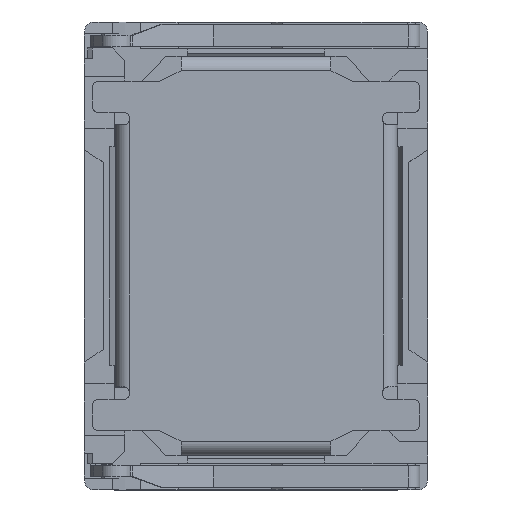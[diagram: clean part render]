
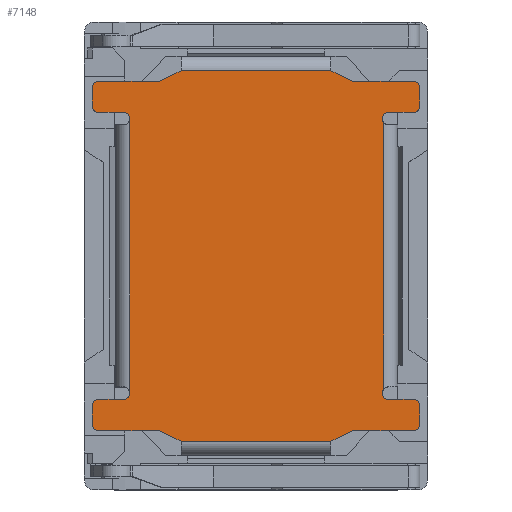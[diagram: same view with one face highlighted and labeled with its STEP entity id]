
A CAD part, top view. The second image highlights one B-rep face of the part: STEP entity #7148.
In plain terms, the highlighted planar face has unit normal (0, 0, 1).
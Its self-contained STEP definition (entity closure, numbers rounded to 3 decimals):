
#148=FACE_OUTER_BOUND('',#527,.T.);
#527=EDGE_LOOP('',(#4586,#4587,#4588,#4589,#4590,#4591,#4592,#4593,#4594,
#4595,#4596,#4597,#4598,#4599,#4600,#4601,#4602,#4603,#4604,#4605,#4606,
#4607,#4608,#4609,#4610,#4611,#4612,#4613,#4614,#4615,#4616,#4617));
#1031=LINE('',#10358,#1868);
#1032=LINE('',#10360,#1869);
#1033=LINE('',#10364,#1870);
#1034=LINE('',#10368,#1871);
#1035=LINE('',#10372,#1872);
#1036=LINE('',#10376,#1873);
#1037=LINE('',#10380,#1874);
#1038=LINE('',#10384,#1875);
#1039=LINE('',#10386,#1876);
#1040=LINE('',#10388,#1877);
#1041=LINE('',#10390,#1878);
#1042=LINE('',#10392,#1879);
#1043=LINE('',#10396,#1880);
#1044=LINE('',#10400,#1881);
#1045=LINE('',#10404,#1882);
#1046=LINE('',#10408,#1883);
#1047=LINE('',#10412,#1884);
#1048=LINE('',#10416,#1885);
#1049=LINE('',#10418,#1886);
#1050=LINE('',#10419,#1887);
#1868=VECTOR('',#8304,0.78);
#1869=VECTOR('',#8305,1.945);
#1870=VECTOR('',#8308,0.6);
#1871=VECTOR('',#8311,0.8);
#1872=VECTOR('',#8314,8.535);
#1873=VECTOR('',#8317,0.8);
#1874=VECTOR('',#8320,0.6);
#1875=VECTOR('',#8323,1.945);
#1876=VECTOR('',#8324,0.78);
#1877=VECTOR('',#8325,4.8);
#1878=VECTOR('',#8326,0.78);
#1879=VECTOR('',#8327,1.945);
#1880=VECTOR('',#8330,0.6);
#1881=VECTOR('',#8333,0.8);
#1882=VECTOR('',#8336,8.8);
#1883=VECTOR('',#8339,0.8);
#1884=VECTOR('',#8342,0.6);
#1885=VECTOR('',#8345,1.945);
#1886=VECTOR('',#8346,0.78);
#1887=VECTOR('',#8347,4.8);
#2579=CIRCLE('',#7549,0.2);
#2580=CIRCLE('',#7550,0.2);
#2581=CIRCLE('',#7551,0.2);
#2582=CIRCLE('',#7552,0.2);
#2583=CIRCLE('',#7553,0.2);
#2584=CIRCLE('',#7554,0.2);
#2585=CIRCLE('',#7555,0.2);
#2586=CIRCLE('',#7556,0.2);
#2587=CIRCLE('',#7557,0.2);
#2588=CIRCLE('',#7558,0.2);
#2589=CIRCLE('',#7559,0.2);
#2590=CIRCLE('',#7560,0.2);
#2879=VERTEX_POINT('',#10356);
#2880=VERTEX_POINT('',#10357);
#2881=VERTEX_POINT('',#10359);
#2882=VERTEX_POINT('',#10361);
#2883=VERTEX_POINT('',#10363);
#2884=VERTEX_POINT('',#10365);
#2885=VERTEX_POINT('',#10367);
#2886=VERTEX_POINT('',#10369);
#2887=VERTEX_POINT('',#10371);
#2888=VERTEX_POINT('',#10373);
#2889=VERTEX_POINT('',#10375);
#2890=VERTEX_POINT('',#10377);
#2891=VERTEX_POINT('',#10379);
#2892=VERTEX_POINT('',#10381);
#2893=VERTEX_POINT('',#10383);
#2894=VERTEX_POINT('',#10385);
#2895=VERTEX_POINT('',#10387);
#2896=VERTEX_POINT('',#10389);
#2897=VERTEX_POINT('',#10391);
#2898=VERTEX_POINT('',#10393);
#2899=VERTEX_POINT('',#10395);
#2900=VERTEX_POINT('',#10397);
#2901=VERTEX_POINT('',#10399);
#2902=VERTEX_POINT('',#10401);
#2903=VERTEX_POINT('',#10403);
#2904=VERTEX_POINT('',#10405);
#2905=VERTEX_POINT('',#10407);
#2906=VERTEX_POINT('',#10409);
#2907=VERTEX_POINT('',#10411);
#2908=VERTEX_POINT('',#10413);
#2909=VERTEX_POINT('',#10415);
#2910=VERTEX_POINT('',#10417);
#3541=EDGE_CURVE('',#2879,#2880,#1031,.T.);
#3542=EDGE_CURVE('',#2879,#2881,#1032,.T.);
#3543=EDGE_CURVE('',#2882,#2881,#2579,.T.);
#3544=EDGE_CURVE('',#2883,#2882,#1033,.T.);
#3545=EDGE_CURVE('',#2884,#2883,#2580,.T.);
#3546=EDGE_CURVE('',#2885,#2884,#1034,.T.);
#3547=EDGE_CURVE('',#2886,#2885,#2581,.T.);
#3548=EDGE_CURVE('',#2886,#2887,#1035,.T.);
#3549=EDGE_CURVE('',#2888,#2887,#2582,.T.);
#3550=EDGE_CURVE('',#2889,#2888,#1036,.T.);
#3551=EDGE_CURVE('',#2890,#2889,#2583,.T.);
#3552=EDGE_CURVE('',#2891,#2890,#1037,.T.);
#3553=EDGE_CURVE('',#2892,#2891,#2584,.T.);
#3554=EDGE_CURVE('',#2893,#2892,#1038,.T.);
#3555=EDGE_CURVE('',#2894,#2893,#1039,.T.);
#3556=EDGE_CURVE('',#2894,#2895,#1040,.T.);
#3557=EDGE_CURVE('',#2896,#2895,#1041,.T.);
#3558=EDGE_CURVE('',#2896,#2897,#1042,.T.);
#3559=EDGE_CURVE('',#2898,#2897,#2585,.T.);
#3560=EDGE_CURVE('',#2899,#2898,#1043,.T.);
#3561=EDGE_CURVE('',#2900,#2899,#2586,.T.);
#3562=EDGE_CURVE('',#2901,#2900,#1044,.T.);
#3563=EDGE_CURVE('',#2902,#2901,#2587,.T.);
#3564=EDGE_CURVE('',#2902,#2903,#1045,.T.);
#3565=EDGE_CURVE('',#2904,#2903,#2588,.T.);
#3566=EDGE_CURVE('',#2905,#2904,#1046,.T.);
#3567=EDGE_CURVE('',#2906,#2905,#2589,.T.);
#3568=EDGE_CURVE('',#2907,#2906,#1047,.T.);
#3569=EDGE_CURVE('',#2908,#2907,#2590,.T.);
#3570=EDGE_CURVE('',#2909,#2908,#1048,.T.);
#3571=EDGE_CURVE('',#2910,#2909,#1049,.T.);
#3572=EDGE_CURVE('',#2910,#2880,#1050,.T.);
#4586=ORIENTED_EDGE('',*,*,#3541,.F.);
#4587=ORIENTED_EDGE('',*,*,#3542,.T.);
#4588=ORIENTED_EDGE('',*,*,#3543,.F.);
#4589=ORIENTED_EDGE('',*,*,#3544,.F.);
#4590=ORIENTED_EDGE('',*,*,#3545,.F.);
#4591=ORIENTED_EDGE('',*,*,#3546,.F.);
#4592=ORIENTED_EDGE('',*,*,#3547,.F.);
#4593=ORIENTED_EDGE('',*,*,#3548,.T.);
#4594=ORIENTED_EDGE('',*,*,#3549,.F.);
#4595=ORIENTED_EDGE('',*,*,#3550,.F.);
#4596=ORIENTED_EDGE('',*,*,#3551,.F.);
#4597=ORIENTED_EDGE('',*,*,#3552,.F.);
#4598=ORIENTED_EDGE('',*,*,#3553,.F.);
#4599=ORIENTED_EDGE('',*,*,#3554,.F.);
#4600=ORIENTED_EDGE('',*,*,#3555,.F.);
#4601=ORIENTED_EDGE('',*,*,#3556,.T.);
#4602=ORIENTED_EDGE('',*,*,#3557,.F.);
#4603=ORIENTED_EDGE('',*,*,#3558,.T.);
#4604=ORIENTED_EDGE('',*,*,#3559,.F.);
#4605=ORIENTED_EDGE('',*,*,#3560,.F.);
#4606=ORIENTED_EDGE('',*,*,#3561,.F.);
#4607=ORIENTED_EDGE('',*,*,#3562,.F.);
#4608=ORIENTED_EDGE('',*,*,#3563,.F.);
#4609=ORIENTED_EDGE('',*,*,#3564,.T.);
#4610=ORIENTED_EDGE('',*,*,#3565,.F.);
#4611=ORIENTED_EDGE('',*,*,#3566,.F.);
#4612=ORIENTED_EDGE('',*,*,#3567,.F.);
#4613=ORIENTED_EDGE('',*,*,#3568,.F.);
#4614=ORIENTED_EDGE('',*,*,#3569,.F.);
#4615=ORIENTED_EDGE('',*,*,#3570,.F.);
#4616=ORIENTED_EDGE('',*,*,#3571,.F.);
#4617=ORIENTED_EDGE('',*,*,#3572,.T.);
#6470=PLANE('',#7548);
#7148=ADVANCED_FACE('',(#148),#6470,.T.);
#7548=AXIS2_PLACEMENT_3D('',#10355,#8302,#8303);
#7549=AXIS2_PLACEMENT_3D('',#10362,#8306,#8307);
#7550=AXIS2_PLACEMENT_3D('',#10366,#8309,#8310);
#7551=AXIS2_PLACEMENT_3D('',#10370,#8312,#8313);
#7552=AXIS2_PLACEMENT_3D('',#10374,#8315,#8316);
#7553=AXIS2_PLACEMENT_3D('',#10378,#8318,#8319);
#7554=AXIS2_PLACEMENT_3D('',#10382,#8321,#8322);
#7555=AXIS2_PLACEMENT_3D('',#10394,#8328,#8329);
#7556=AXIS2_PLACEMENT_3D('',#10398,#8331,#8332);
#7557=AXIS2_PLACEMENT_3D('',#10402,#8334,#8335);
#7558=AXIS2_PLACEMENT_3D('',#10406,#8337,#8338);
#7559=AXIS2_PLACEMENT_3D('',#10410,#8340,#8341);
#7560=AXIS2_PLACEMENT_3D('',#10414,#8343,#8344);
#8302=DIRECTION('center_axis',(0.,0.,1.));
#8303=DIRECTION('ref_axis',(1.,0.,0.));
#8304=DIRECTION('',(-0.897,-0.442,0.));
#8305=DIRECTION('',(1.,0.,0.));
#8306=DIRECTION('center_axis',(0.,0.,-1.));
#8307=DIRECTION('ref_axis',(1.,0.,0.));
#8308=DIRECTION('',(0.,-1.,0.));
#8309=DIRECTION('center_axis',(0.,0.,-1.));
#8310=DIRECTION('ref_axis',(0.,1.,0.));
#8311=DIRECTION('',(1.,0.,0.));
#8312=DIRECTION('center_axis',(0.,0.,1.));
#8313=DIRECTION('ref_axis',(-1.,0.,0.));
#8314=DIRECTION('',(0.,1.,0.));
#8315=DIRECTION('center_axis',(0.,0.,1.));
#8316=DIRECTION('ref_axis',(0.,1.,0.));
#8317=DIRECTION('',(-1.,0.,0.));
#8318=DIRECTION('center_axis',(0.,0.,-1.));
#8319=DIRECTION('ref_axis',(1.,0.,0.));
#8320=DIRECTION('',(0.,-1.,0.));
#8321=DIRECTION('center_axis',(0.,0.,-1.));
#8322=DIRECTION('ref_axis',(0.,1.,0.));
#8323=DIRECTION('',(1.,0.,0.));
#8324=DIRECTION('',(0.897,-0.442,0.));
#8325=DIRECTION('',(-1.,0.,0.));
#8326=DIRECTION('',(0.897,0.442,0.));
#8327=DIRECTION('',(-1.,0.,0.));
#8328=DIRECTION('center_axis',(0.,0.,-1.));
#8329=DIRECTION('ref_axis',(-1.,0.,0.));
#8330=DIRECTION('',(0.,1.,0.));
#8331=DIRECTION('center_axis',(0.,0.,-1.));
#8332=DIRECTION('ref_axis',(0.,-1.,0.));
#8333=DIRECTION('',(-1.,0.,0.));
#8334=DIRECTION('center_axis',(0.,0.,1.));
#8335=DIRECTION('ref_axis',(1.,0.,0.));
#8336=DIRECTION('',(0.,-1.,0.));
#8337=DIRECTION('center_axis',(0.,0.,1.));
#8338=DIRECTION('ref_axis',(0.,-1.,0.));
#8339=DIRECTION('',(1.,0.,0.));
#8340=DIRECTION('center_axis',(0.,0.,-1.));
#8341=DIRECTION('ref_axis',(-1.,0.,0.));
#8342=DIRECTION('',(0.,1.,0.));
#8343=DIRECTION('center_axis',(0.,0.,-1.));
#8344=DIRECTION('ref_axis',(0.,-1.,0.));
#8345=DIRECTION('',(-1.,0.,0.));
#8346=DIRECTION('',(-0.897,0.442,0.));
#8347=DIRECTION('',(1.,0.,0.));
#10355=CARTESIAN_POINT('Origin',(0.,0.,1.95));
#10356=CARTESIAN_POINT('',(3.1,-5.6,1.95));
#10357=CARTESIAN_POINT('',(2.4,-5.945,1.95));
#10358=CARTESIAN_POINT('',(3.1,-5.6,1.95));
#10359=CARTESIAN_POINT('',(5.045,-5.6,1.95));
#10360=CARTESIAN_POINT('',(3.1,-5.6,1.95));
#10361=CARTESIAN_POINT('',(5.245,-5.4,1.95));
#10362=CARTESIAN_POINT('Origin',(5.045,-5.4,1.95));
#10363=CARTESIAN_POINT('',(5.245,-4.8,1.95));
#10364=CARTESIAN_POINT('',(5.245,-4.8,1.95));
#10365=CARTESIAN_POINT('',(5.045,-4.6,1.95));
#10366=CARTESIAN_POINT('Origin',(5.045,-4.8,1.95));
#10367=CARTESIAN_POINT('',(4.245,-4.6,1.95));
#10368=CARTESIAN_POINT('',(4.245,-4.6,1.95));
#10369=CARTESIAN_POINT('',(4.095,-4.268,1.95));
#10370=CARTESIAN_POINT('Origin',(4.245,-4.4,1.95));
#10371=CARTESIAN_POINT('',(4.095,4.268,1.95));
#10372=CARTESIAN_POINT('',(4.095,-2.7,1.95));
#10373=CARTESIAN_POINT('',(4.245,4.6,1.95));
#10374=CARTESIAN_POINT('Origin',(4.245,4.4,1.95));
#10375=CARTESIAN_POINT('',(5.045,4.6,1.95));
#10376=CARTESIAN_POINT('',(5.045,4.6,1.95));
#10377=CARTESIAN_POINT('',(5.245,4.8,1.95));
#10378=CARTESIAN_POINT('Origin',(5.045,4.8,1.95));
#10379=CARTESIAN_POINT('',(5.245,5.4,1.95));
#10380=CARTESIAN_POINT('',(5.245,5.4,1.95));
#10381=CARTESIAN_POINT('',(5.045,5.6,1.95));
#10382=CARTESIAN_POINT('Origin',(5.045,5.4,1.95));
#10383=CARTESIAN_POINT('',(3.1,5.6,1.95));
#10384=CARTESIAN_POINT('',(3.1,5.6,1.95));
#10385=CARTESIAN_POINT('',(2.4,5.945,1.95));
#10386=CARTESIAN_POINT('',(2.4,5.945,1.95));
#10387=CARTESIAN_POINT('',(-2.4,5.945,1.95));
#10388=CARTESIAN_POINT('',(2.4,5.945,1.95));
#10389=CARTESIAN_POINT('',(-3.1,5.6,1.95));
#10390=CARTESIAN_POINT('',(-3.1,5.6,1.95));
#10391=CARTESIAN_POINT('',(-5.045,5.6,1.95));
#10392=CARTESIAN_POINT('',(-3.1,5.6,1.95));
#10393=CARTESIAN_POINT('',(-5.245,5.4,1.95));
#10394=CARTESIAN_POINT('Origin',(-5.045,5.4,1.95));
#10395=CARTESIAN_POINT('',(-5.245,4.8,1.95));
#10396=CARTESIAN_POINT('',(-5.245,4.8,1.95));
#10397=CARTESIAN_POINT('',(-5.045,4.6,1.95));
#10398=CARTESIAN_POINT('Origin',(-5.045,4.8,1.95));
#10399=CARTESIAN_POINT('',(-4.245,4.6,1.95));
#10400=CARTESIAN_POINT('',(-4.245,4.6,1.95));
#10401=CARTESIAN_POINT('',(-4.045,4.4,1.95));
#10402=CARTESIAN_POINT('Origin',(-4.245,4.4,1.95));
#10403=CARTESIAN_POINT('',(-4.045,-4.4,1.95));
#10404=CARTESIAN_POINT('',(-4.045,4.4,1.95));
#10405=CARTESIAN_POINT('',(-4.245,-4.6,1.95));
#10406=CARTESIAN_POINT('Origin',(-4.245,-4.4,1.95));
#10407=CARTESIAN_POINT('',(-5.045,-4.6,1.95));
#10408=CARTESIAN_POINT('',(-5.045,-4.6,1.95));
#10409=CARTESIAN_POINT('',(-5.245,-4.8,1.95));
#10410=CARTESIAN_POINT('Origin',(-5.045,-4.8,1.95));
#10411=CARTESIAN_POINT('',(-5.245,-5.4,1.95));
#10412=CARTESIAN_POINT('',(-5.245,-5.4,1.95));
#10413=CARTESIAN_POINT('',(-5.045,-5.6,1.95));
#10414=CARTESIAN_POINT('Origin',(-5.045,-5.4,1.95));
#10415=CARTESIAN_POINT('',(-3.1,-5.6,1.95));
#10416=CARTESIAN_POINT('',(-3.1,-5.6,1.95));
#10417=CARTESIAN_POINT('',(-2.4,-5.945,1.95));
#10418=CARTESIAN_POINT('',(-2.4,-5.945,1.95));
#10419=CARTESIAN_POINT('',(-2.4,-5.945,1.95));
